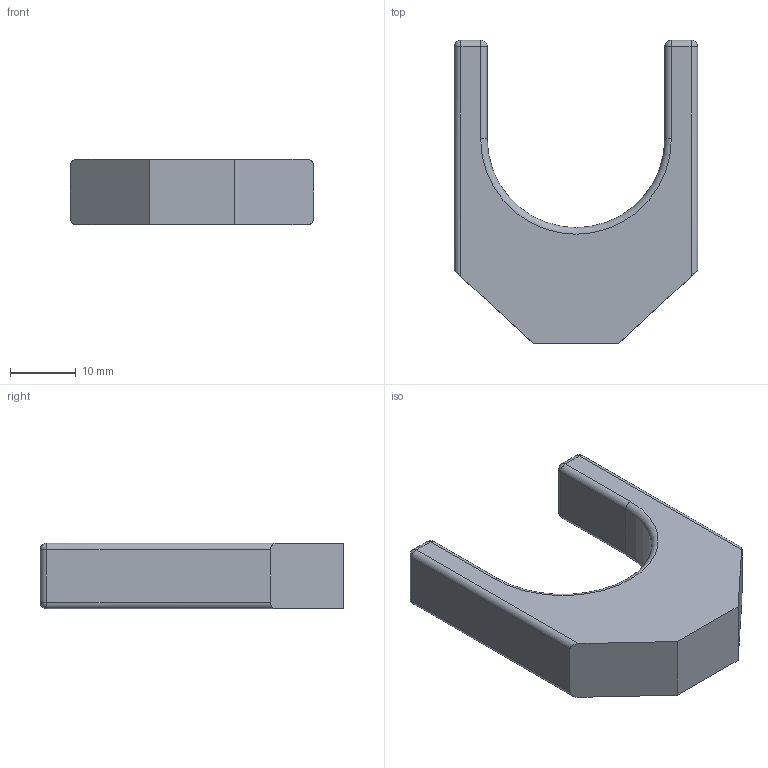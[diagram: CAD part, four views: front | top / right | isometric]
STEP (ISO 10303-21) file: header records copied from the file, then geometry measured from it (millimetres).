
FILE_DESCRIPTION(/* description */ ('STEP AP242','CAx-IF Rec.Pracs.---Representation and Presentation of Product Manufacturing Information (PMI)---4.0---2014-10-13','CAx-IF Rec.Pracs.---3D Tessellated Geometry---0.4---2014-09-14','2;1'),/* implementation_level */ '2;1');
FILE_NAME(/* name */ '661d88f789d8d33628853c41',/* time_stamp */ '2024-04-15T20:07:20Z',/* author */ (''),/* organization */ (''),/* preprocessor_version */ 'ST-DEVELOPER v20',/* originating_system */ ' ',/* authorisation */ ' ');
FILE_SCHEMA (('AP242_MANAGED_MODEL_BASED_3D_ENGINEERING_MIM_LF { 1 0 10303 442 1 1 4 }'));
Length unit declared in the file: metre
Products named in the file (1): Torch Holder
Bounding box: 37 x 46.15 x 10 mm (x, y, z)
Volume: 8750.4 mm3; surface area: 3596.8 mm2
Topology: 1 solids, 1 shells, 38 faces, 88 edges, 44 vertices
Faces by surface type: cylinder 17, plane 11, sphere 8, torus 2
Entity records: 1018 total; most frequent: DIRECTION 194, CARTESIAN_POINT 163, ORIENTED_EDGE 160, EDGE_CURVE 80, AXIS2_PLACEMENT_3D 75, VERTEX_POINT 44, LINE 44, VECTOR 44
